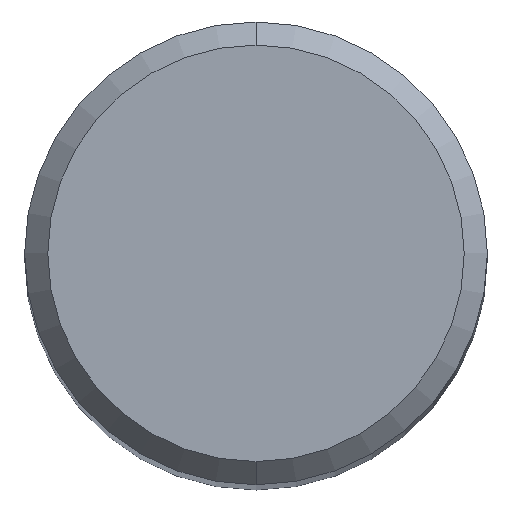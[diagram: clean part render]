
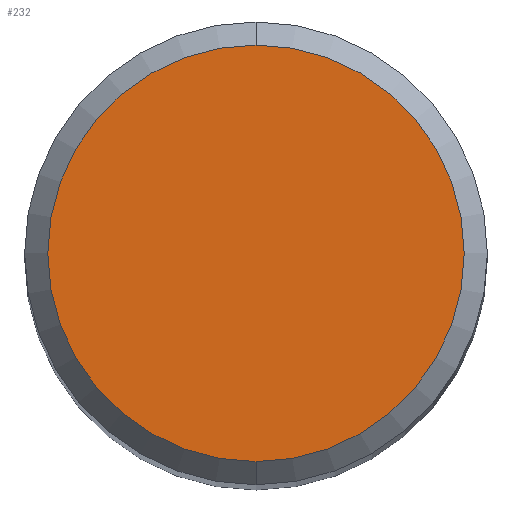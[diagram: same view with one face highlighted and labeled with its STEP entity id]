
A CAD part, top view. The second image highlights one B-rep face of the part: STEP entity #232.
In plain terms, the highlighted planar face has unit normal (0, 0, 1).
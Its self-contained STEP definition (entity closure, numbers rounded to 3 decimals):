
#170=EDGE_CURVE('',#272,#184,#381,.T.);
#184=VERTEX_POINT('',#396);
#188=EDGE_CURVE('',#184,#272,#402,.T.);
#232=ADVANCED_FACE('',(#451),#452,.T.);
#272=VERTEX_POINT('',#495);
#381=CIRCLE('',#610,3.6);
#396=CARTESIAN_POINT('',(0.0,3.6,51.2));
#402=CIRCLE('',#635,3.6);
#451=FACE_OUTER_BOUND('',#707,.T.);
#452=PLANE('',#708);
#495=CARTESIAN_POINT('',(0.,-3.6,51.2));
#610=AXIS2_PLACEMENT_3D('',#887,#888,#889);
#635=AXIS2_PLACEMENT_3D('',#910,#911,#912);
#707=EDGE_LOOP('',(#978,#979));
#708=AXIS2_PLACEMENT_3D('',#980,#981,#982);
#887=CARTESIAN_POINT('',(0.0,0.0,51.2));
#888=DIRECTION('',(0.0,0.0,-1.0));
#889=DIRECTION('',(0.0,1.0,0.0));
#910=CARTESIAN_POINT('',(0.0,0.0,51.2));
#911=DIRECTION('',(0.0,0.0,-1.0));
#912=DIRECTION('',(0.0,1.0,0.0));
#978=ORIENTED_EDGE('',*,*,#188,.F.);
#979=ORIENTED_EDGE('',*,*,#170,.F.);
#980=CARTESIAN_POINT('',(0.0,1.8,51.2));
#981=DIRECTION('',(-0.0,0.0,1.0));
#982=DIRECTION('',(0.0,-1.0,0.0));
